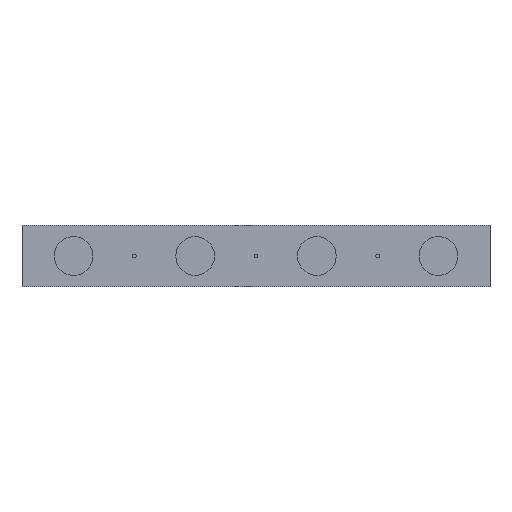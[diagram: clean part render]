
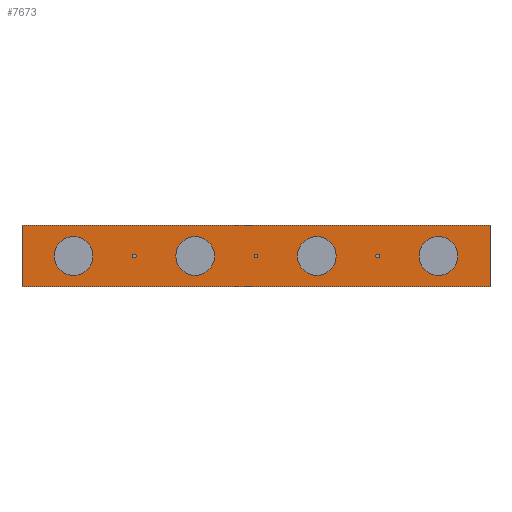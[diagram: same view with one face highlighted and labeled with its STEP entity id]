
A CAD part, top view. The second image highlights one B-rep face of the part: STEP entity #7673.
In plain terms, the highlighted planar face has unit normal (0, 0, 1).
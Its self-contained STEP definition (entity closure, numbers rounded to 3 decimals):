
#33=FACE_BOUND('',#2005,.T.);
#34=FACE_BOUND('',#2006,.T.);
#35=FACE_BOUND('',#2007,.T.);
#36=FACE_BOUND('',#2008,.T.);
#37=FACE_BOUND('',#2009,.T.);
#38=FACE_BOUND('',#2010,.T.);
#39=FACE_BOUND('',#2011,.T.);
#1105=CIRCLE('',#7771,1.265);
#1107=CIRCLE('',#7775,1.265);
#1109=CIRCLE('',#7779,1.265);
#1112=CIRCLE('',#7784,12.4);
#1114=CIRCLE('',#7788,12.4);
#1116=CIRCLE('',#7792,12.4);
#1118=CIRCLE('',#7796,12.4);
#1564=FACE_OUTER_BOUND('',#2004,.T.);
#2004=EDGE_LOOP('',(#7184,#7185,#7186,#7187));
#2005=EDGE_LOOP('',(#7188));
#2006=EDGE_LOOP('',(#7189));
#2007=EDGE_LOOP('',(#7190));
#2008=EDGE_LOOP('',(#7191));
#2009=EDGE_LOOP('',(#7192));
#2010=EDGE_LOOP('',(#7193));
#2011=EDGE_LOOP('',(#7194));
#2443=LINE('',#15323,#2883);
#2448=LINE('',#15333,#2888);
#2450=LINE('',#15337,#2890);
#2452=LINE('',#15340,#2892);
#2883=VECTOR('',#8486,10.);
#2888=VECTOR('',#8495,10.);
#2890=VECTOR('',#8499,10.);
#2892=VECTOR('',#8503,10.);
#3649=VERTEX_POINT('',#15264);
#3651=VERTEX_POINT('',#15271);
#3653=VERTEX_POINT('',#15278);
#3656=VERTEX_POINT('',#15287);
#3658=VERTEX_POINT('',#15294);
#3660=VERTEX_POINT('',#15301);
#3662=VERTEX_POINT('',#15308);
#3665=VERTEX_POINT('',#15320);
#3666=VERTEX_POINT('',#15322);
#3669=VERTEX_POINT('',#15332);
#3670=VERTEX_POINT('',#15336);
#4812=EDGE_CURVE('',#3649,#3649,#1105,.T.);
#4815=EDGE_CURVE('',#3651,#3651,#1107,.T.);
#4818=EDGE_CURVE('',#3653,#3653,#1109,.T.);
#4823=EDGE_CURVE('',#3656,#3656,#1112,.T.);
#4826=EDGE_CURVE('',#3658,#3658,#1114,.T.);
#4829=EDGE_CURVE('',#3660,#3660,#1116,.T.);
#4832=EDGE_CURVE('',#3662,#3662,#1118,.T.);
#4837=EDGE_CURVE('',#3665,#3666,#2443,.T.);
#4842=EDGE_CURVE('',#3669,#3666,#2448,.T.);
#4844=EDGE_CURVE('',#3670,#3669,#2450,.T.);
#4846=EDGE_CURVE('',#3665,#3670,#2452,.T.);
#7184=ORIENTED_EDGE('',*,*,#4842,.T.);
#7185=ORIENTED_EDGE('',*,*,#4837,.F.);
#7186=ORIENTED_EDGE('',*,*,#4846,.T.);
#7187=ORIENTED_EDGE('',*,*,#4844,.T.);
#7188=ORIENTED_EDGE('',*,*,#4812,.T.);
#7189=ORIENTED_EDGE('',*,*,#4815,.T.);
#7190=ORIENTED_EDGE('',*,*,#4818,.T.);
#7191=ORIENTED_EDGE('',*,*,#4823,.T.);
#7192=ORIENTED_EDGE('',*,*,#4826,.T.);
#7193=ORIENTED_EDGE('',*,*,#4829,.T.);
#7194=ORIENTED_EDGE('',*,*,#4832,.T.);
#7251=PLANE('',#7804);
#7673=ADVANCED_FACE('',(#1564,#33,#34,#35,#36,#37,#38,#39),#7251,.T.);
#7771=AXIS2_PLACEMENT_3D('',#15265,#8415,#8416);
#7775=AXIS2_PLACEMENT_3D('',#15272,#8424,#8425);
#7779=AXIS2_PLACEMENT_3D('',#15279,#8433,#8434);
#7784=AXIS2_PLACEMENT_3D('',#15289,#8445,#8446);
#7788=AXIS2_PLACEMENT_3D('',#15296,#8454,#8455);
#7792=AXIS2_PLACEMENT_3D('',#15303,#8463,#8464);
#7796=AXIS2_PLACEMENT_3D('',#15310,#8472,#8473);
#7804=AXIS2_PLACEMENT_3D('',#15339,#8501,#8502);
#8415=DIRECTION('center_axis',(0.,0.,-1.));
#8416=DIRECTION('ref_axis',(1.,0.,0.));
#8424=DIRECTION('center_axis',(0.,0.,-1.));
#8425=DIRECTION('ref_axis',(1.,0.,0.));
#8433=DIRECTION('center_axis',(0.,0.,-1.));
#8434=DIRECTION('ref_axis',(1.,0.,0.));
#8445=DIRECTION('center_axis',(0.,0.,-1.));
#8446=DIRECTION('ref_axis',(-1.,0.,0.));
#8454=DIRECTION('center_axis',(0.,0.,-1.));
#8455=DIRECTION('ref_axis',(-1.,0.,0.));
#8463=DIRECTION('center_axis',(0.,0.,-1.));
#8464=DIRECTION('ref_axis',(-1.,0.,0.));
#8472=DIRECTION('center_axis',(0.,0.,-1.));
#8473=DIRECTION('ref_axis',(-1.,0.,0.));
#8486=DIRECTION('',(1.,0.,0.));
#8495=DIRECTION('',(0.,1.,0.));
#8499=DIRECTION('',(1.,0.,0.));
#8501=DIRECTION('center_axis',(0.,0.,1.));
#8502=DIRECTION('ref_axis',(0.,-1.,0.));
#8503=DIRECTION('',(0.,-1.,0.));
#15264=CARTESIAN_POINT('',(132.085,-38.1,-6.51));
#15265=CARTESIAN_POINT('Origin',(133.35,-38.1,-6.51));
#15271=CARTESIAN_POINT('',(54.319,-38.1,-6.51));
#15272=CARTESIAN_POINT('Origin',(55.583,-38.1,-6.51));
#15278=CARTESIAN_POINT('',(209.852,-38.1,-6.51));
#15279=CARTESIAN_POINT('Origin',(211.116,-38.1,-6.51));
#15287=CARTESIAN_POINT('',(262.4,-38.1,-6.51));
#15289=CARTESIAN_POINT('Origin',(250.,-38.1,-6.51));
#15294=CARTESIAN_POINT('',(29.1,-38.1,-6.51));
#15296=CARTESIAN_POINT('Origin',(16.7,-38.1,-6.51));
#15301=CARTESIAN_POINT('',(184.633,-38.1,-6.51));
#15303=CARTESIAN_POINT('Origin',(172.233,-38.1,-6.51));
#15308=CARTESIAN_POINT('',(106.867,-38.1,-6.51));
#15310=CARTESIAN_POINT('Origin',(94.467,-38.1,-6.51));
#15320=CARTESIAN_POINT('',(-16.3,-18.399,-6.51));
#15322=CARTESIAN_POINT('',(283.,-18.399,-6.51));
#15323=CARTESIAN_POINT('',(-16.3,-18.399,-6.51));
#15332=CARTESIAN_POINT('',(283.,-57.801,-6.51));
#15333=CARTESIAN_POINT('',(283.,-28.25,-6.51));
#15336=CARTESIAN_POINT('',(-16.3,-57.801,-6.51));
#15337=CARTESIAN_POINT('',(-16.3,-57.801,-6.51));
#15339=CARTESIAN_POINT('Origin',(-16.3,-18.399,-6.51));
#15340=CARTESIAN_POINT('',(-16.3,-18.249,-6.51));
